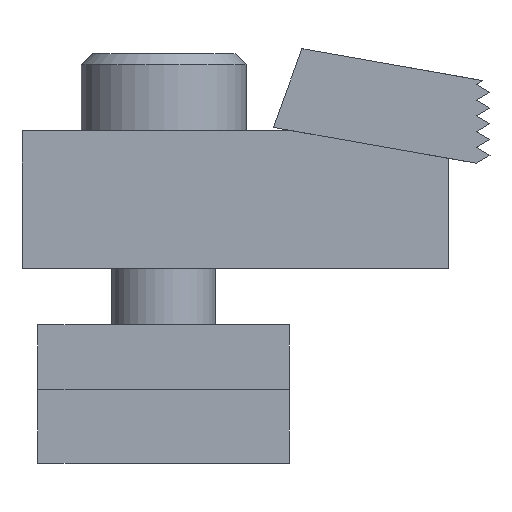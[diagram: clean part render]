
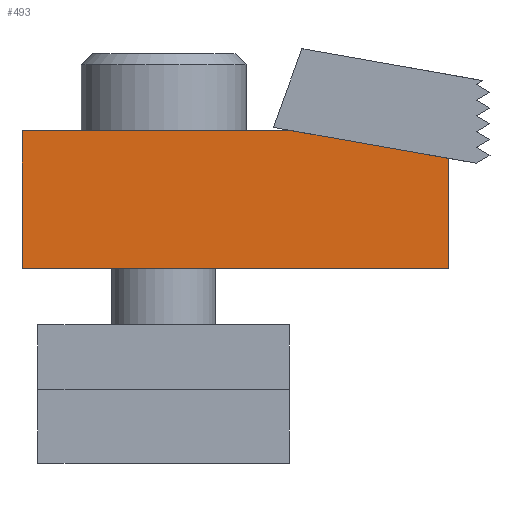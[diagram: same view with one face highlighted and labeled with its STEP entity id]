
A CAD part, front view. The second image highlights one B-rep face of the part: STEP entity #493.
In plain terms, the highlighted planar face has unit normal (0, -1, 0).
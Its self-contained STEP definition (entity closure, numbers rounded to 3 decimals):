
#10 = LINE ( 'NONE', #2669, #939 ) ;
#46 = CARTESIAN_POINT ( 'NONE',  ( -16.345, -14.287, 0. ) ) ;
#120 = DIRECTION ( 'NONE',  ( -1., 0., 0. ) ) ;
#151 = EDGE_CURVE ( 'NONE', #1886, #2288, #2701, .T. ) ;
#227 = CARTESIAN_POINT ( 'NONE',  ( 32.931, -14.287, 12.7 ) ) ;
#385 = CARTESIAN_POINT ( 'NONE',  ( 32.931, -14.287, 0. ) ) ;
#386 = CARTESIAN_POINT ( 'NONE',  ( 32.931, -14.287, 0. ) ) ;
#463 = ORIENTED_EDGE ( 'NONE', *, *, #609, .F. ) ;
#493 = ADVANCED_FACE ( 'NONE', ( #840 ), #1774, .T. ) ;
#505 = CARTESIAN_POINT ( 'NONE',  ( 14.925, -14.287, 15.875 ) ) ;
#526 = DIRECTION ( 'NONE',  ( 0., 0., 1. ) ) ;
#593 = CARTESIAN_POINT ( 'NONE',  ( -16.345, -14.287, 0. ) ) ;
#609 = EDGE_CURVE ( 'NONE', #2005, #1327, #1204, .T. ) ;
#716 = CARTESIAN_POINT ( 'NONE',  ( -16.345, -14.287, 15.875 ) ) ;
#727 = DIRECTION ( 'NONE',  ( 0.985, 0., -0.174 ) ) ;
#791 = AXIS2_PLACEMENT_3D ( 'NONE', #593, #1801, #1834 ) ;
#840 = FACE_OUTER_BOUND ( 'NONE', #1438, .T. ) ;
#931 = EDGE_CURVE ( 'NONE', #2288, #2005, #2443, .T. ) ;
#939 = VECTOR ( 'NONE', #2952, 1000. ) ;
#1053 = ORIENTED_EDGE ( 'NONE', *, *, #151, .F. ) ;
#1063 = EDGE_CURVE ( 'NONE', #1934, #1886, #1595, .T. ) ;
#1103 = CARTESIAN_POINT ( 'NONE',  ( -16.345, -14.287, 15.875 ) ) ;
#1204 = LINE ( 'NONE', #505, #2647 ) ;
#1327 = VERTEX_POINT ( 'NONE', #227 ) ;
#1438 = EDGE_LOOP ( 'NONE', ( #1053, #1575, #2178, #463, #2331 ) ) ;
#1552 = VECTOR ( 'NONE', #2640, 1000. ) ;
#1559 = VECTOR ( 'NONE', #120, 1000. ) ;
#1575 = ORIENTED_EDGE ( 'NONE', *, *, #1063, .F. ) ;
#1595 = LINE ( 'NONE', #385, #1559 ) ;
#1737 = CARTESIAN_POINT ( 'NONE',  ( 14.925, -14.287, 15.875 ) ) ;
#1774 = PLANE ( 'NONE',  #791 ) ;
#1801 = DIRECTION ( 'NONE',  ( 0., -1., 0. ) ) ;
#1834 = DIRECTION ( 'NONE',  ( 0., 0., 1. ) ) ;
#1886 = VERTEX_POINT ( 'NONE', #2557 ) ;
#1934 = VERTEX_POINT ( 'NONE', #386 ) ;
#2005 = VERTEX_POINT ( 'NONE', #1737 ) ;
#2178 = ORIENTED_EDGE ( 'NONE', *, *, #2663, .F. ) ;
#2288 = VERTEX_POINT ( 'NONE', #1103 ) ;
#2331 = ORIENTED_EDGE ( 'NONE', *, *, #931, .F. ) ;
#2443 = LINE ( 'NONE', #716, #1552 ) ;
#2557 = CARTESIAN_POINT ( 'NONE',  ( -16.345, -14.287, 0. ) ) ;
#2640 = DIRECTION ( 'NONE',  ( 1., 0., 0. ) ) ;
#2647 = VECTOR ( 'NONE', #727, 1000. ) ;
#2663 = EDGE_CURVE ( 'NONE', #1327, #1934, #10, .T. ) ;
#2669 = CARTESIAN_POINT ( 'NONE',  ( 32.931, -14.287, 12.7 ) ) ;
#2701 = LINE ( 'NONE', #46, #2956 ) ;
#2952 = DIRECTION ( 'NONE',  ( 0., 0., -1. ) ) ;
#2956 = VECTOR ( 'NONE', #526, 1000. ) ;
